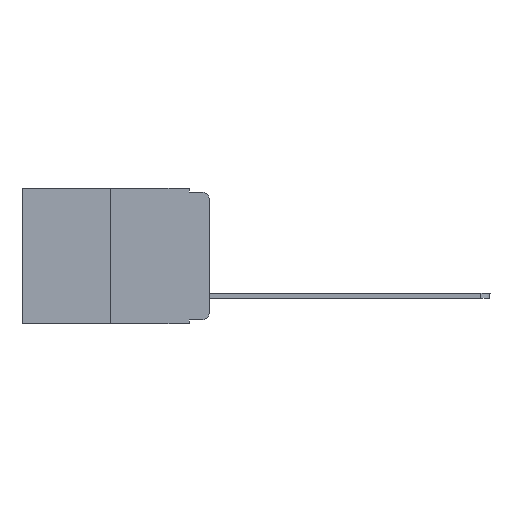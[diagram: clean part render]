
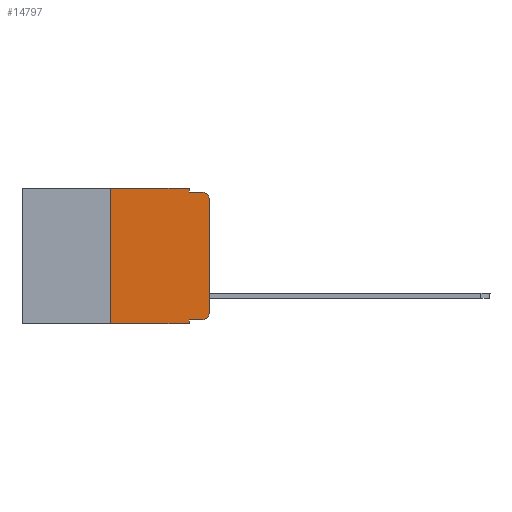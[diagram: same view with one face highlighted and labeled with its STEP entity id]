
A CAD part, left-side view. The second image highlights one B-rep face of the part: STEP entity #14797.
In plain terms, the highlighted planar face has unit normal (-1, 0, 0).
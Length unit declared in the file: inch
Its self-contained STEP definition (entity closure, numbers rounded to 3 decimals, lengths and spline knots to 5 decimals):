
#111 = LINE ( 'NONE', #14832, #18926 ) ;
#396 = EDGE_CURVE ( 'NONE', #8600, #12782, #14416, .T. ) ;
#661 = EDGE_CURVE ( 'NONE', #13184, #9174, #111, .T. ) ;
#844 = VECTOR ( 'NONE', #8379, 39.37008 ) ;
#886 = VERTEX_POINT ( 'NONE', #9291 ) ;
#2542 = ORIENTED_EDGE ( 'NONE', *, *, #14217, .T. ) ;
#2707 = EDGE_CURVE ( 'NONE', #12782, #5546, #17875, .T. ) ;
#2776 = DIRECTION ( 'NONE',  ( 0., -1., 0. ) ) ;
#3034 = VERTEX_POINT ( 'NONE', #11076 ) ;
#3734 = CARTESIAN_POINT ( 'NONE',  ( 0., 0.02, -0.01 ) ) ;
#3761 = ORIENTED_EDGE ( 'NONE', *, *, #6287, .T. ) ;
#3800 = LINE ( 'NONE', #16203, #16707 ) ;
#3815 = CARTESIAN_POINT ( 'NONE',  ( 0., 0.02, -0.03 ) ) ;
#3832 = CARTESIAN_POINT ( 'NONE',  ( 0., 0.051, -0.343 ) ) ;
#4359 = VERTEX_POINT ( 'NONE', #3832 ) ;
#4559 = ORIENTED_EDGE ( 'NONE', *, *, #2707, .F. ) ;
#4798 = CARTESIAN_POINT ( 'NONE',  ( 0., 0.473, -0.343 ) ) ;
#4831 = VECTOR ( 'NONE', #17153, 39.37008 ) ;
#5079 = LINE ( 'NONE', #7933, #844 ) ;
#5546 = VERTEX_POINT ( 'NONE', #11050 ) ;
#5630 = DIRECTION ( 'NONE',  ( 1., 0., 0. ) ) ;
#5799 = CARTESIAN_POINT ( 'NONE',  ( 0., 0., -0.313 ) ) ;
#6045 = DIRECTION ( 'NONE',  ( 0., -1., 0. ) ) ;
#6287 = EDGE_CURVE ( 'NONE', #3034, #15559, #16820, .T. ) ;
#6686 = DIRECTION ( 'NONE',  ( 0., 0., -1. ) ) ;
#6955 = CARTESIAN_POINT ( 'NONE',  ( 0., 0.25, 0. ) ) ;
#6957 = CARTESIAN_POINT ( 'NONE',  ( 0., 0.02, -0.313 ) ) ;
#7087 = DIRECTION ( 'NONE',  ( 0., 0., -1. ) ) ;
#7166 = DIRECTION ( 'NONE',  ( 0., 0., 1. ) ) ;
#7220 = ORIENTED_EDGE ( 'NONE', *, *, #18678, .F. ) ;
#7331 = PLANE ( 'NONE',  #19009 ) ;
#7395 = VECTOR ( 'NONE', #7087, 39.37008 ) ;
#7474 = CARTESIAN_POINT ( 'NONE',  ( 0., 0.051, -0.01 ) ) ;
#7641 = LINE ( 'NONE', #8841, #13675 ) ;
#7933 = CARTESIAN_POINT ( 'NONE',  ( 0., 0.051, -0.333 ) ) ;
#8207 = FACE_OUTER_BOUND ( 'NONE', #12853, .T. ) ;
#8379 = DIRECTION ( 'NONE',  ( 0., -1., 0. ) ) ;
#8600 = VERTEX_POINT ( 'NONE', #18513 ) ;
#8736 = ORIENTED_EDGE ( 'NONE', *, *, #661, .F. ) ;
#8825 = DIRECTION ( 'NONE',  ( 0., 0., -1. ) ) ;
#8841 = CARTESIAN_POINT ( 'NONE',  ( 0., 0.051, 0. ) ) ;
#9174 = VERTEX_POINT ( 'NONE', #3734 ) ;
#9291 = CARTESIAN_POINT ( 'NONE',  ( 0., 0.051, -0.333 ) ) ;
#9497 = DIRECTION ( 'NONE',  ( 0., -1., 0. ) ) ;
#9797 = VECTOR ( 'NONE', #6045, 39.37008 ) ;
#9803 = DIRECTION ( 'NONE',  ( -1., 0., 0. ) ) ;
#10519 = EDGE_CURVE ( 'NONE', #8600, #4359, #17814, .T. ) ;
#10845 = AXIS2_PLACEMENT_3D ( 'NONE', #3815, #9803, #6686 ) ;
#11050 = CARTESIAN_POINT ( 'NONE',  ( 0., 0.051, 0. ) ) ;
#11076 = CARTESIAN_POINT ( 'NONE',  ( 0., 0.02, -0.333 ) ) ;
#11520 = CARTESIAN_POINT ( 'NONE',  ( 0., 0.473, 0. ) ) ;
#11910 = ORIENTED_EDGE ( 'NONE', *, *, #10519, .T. ) ;
#12220 = EDGE_CURVE ( 'NONE', #5546, #13184, #7641, .T. ) ;
#12585 = EDGE_CURVE ( 'NONE', #18077, #9174, #16774, .T. ) ;
#12782 = VERTEX_POINT ( 'NONE', #6955 ) ;
#12853 = EDGE_LOOP ( 'NONE', ( #2542, #15326, #8736, #13989, #4559, #17117, #11910, #7220, #13311, #3761 ) ) ;
#12924 = CARTESIAN_POINT ( 'NONE',  ( 0., 0., -0.03 ) ) ;
#13043 = CARTESIAN_POINT ( 'NONE',  ( 0., 0.473, 0. ) ) ;
#13184 = VERTEX_POINT ( 'NONE', #7474 ) ;
#13311 = ORIENTED_EDGE ( 'NONE', *, *, #17754, .T. ) ;
#13333 = DIRECTION ( 'NONE',  ( 0., 0., -1. ) ) ;
#13675 = VECTOR ( 'NONE', #13333, 39.37008 ) ;
#13989 = ORIENTED_EDGE ( 'NONE', *, *, #12220, .F. ) ;
#14217 = EDGE_CURVE ( 'NONE', #15559, #18077, #3800, .T. ) ;
#14416 = LINE ( 'NONE', #17280, #4831 ) ;
#14797 = ADVANCED_FACE ( 'NONE', ( #8207 ), #7331, .F. ) ;
#14832 = CARTESIAN_POINT ( 'NONE',  ( 0., 0.051, -0.01 ) ) ;
#15137 = LINE ( 'NONE', #19320, #7395 ) ;
#15326 = ORIENTED_EDGE ( 'NONE', *, *, #12585, .T. ) ;
#15559 = VERTEX_POINT ( 'NONE', #5799 ) ;
#16203 = CARTESIAN_POINT ( 'NONE',  ( 0., 0., 0. ) ) ;
#16707 = VECTOR ( 'NONE', #7166, 39.37008 ) ;
#16774 = CIRCLE ( 'NONE', #10845, 0.02 ) ;
#16820 = CIRCLE ( 'NONE', #17849, 0.02 ) ;
#17117 = ORIENTED_EDGE ( 'NONE', *, *, #396, .F. ) ;
#17153 = DIRECTION ( 'NONE',  ( 0., 0., 1. ) ) ;
#17280 = CARTESIAN_POINT ( 'NONE',  ( 0., 0.25, 0. ) ) ;
#17548 = DIRECTION ( 'NONE',  ( 0., 0., -1. ) ) ;
#17754 = EDGE_CURVE ( 'NONE', #886, #3034, #5079, .T. ) ;
#17814 = LINE ( 'NONE', #4798, #9797 ) ;
#17832 = DIRECTION ( 'NONE',  ( -1., 0., 0. ) ) ;
#17849 = AXIS2_PLACEMENT_3D ( 'NONE', #6957, #17832, #8825 ) ;
#17875 = LINE ( 'NONE', #11520, #19326 ) ;
#18077 = VERTEX_POINT ( 'NONE', #12924 ) ;
#18513 = CARTESIAN_POINT ( 'NONE',  ( 0., 0.25, -0.343 ) ) ;
#18678 = EDGE_CURVE ( 'NONE', #886, #4359, #15137, .T. ) ;
#18926 = VECTOR ( 'NONE', #2776, 39.37008 ) ;
#19009 = AXIS2_PLACEMENT_3D ( 'NONE', #13043, #5630, #17548 ) ;
#19320 = CARTESIAN_POINT ( 'NONE',  ( 0., 0.051, 0. ) ) ;
#19326 = VECTOR ( 'NONE', #9497, 39.37008 ) ;
